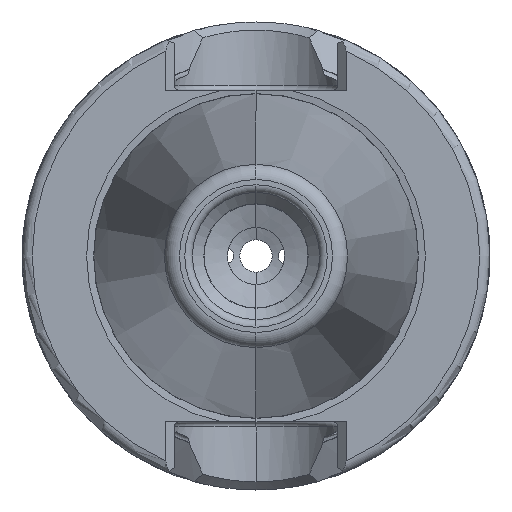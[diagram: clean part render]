
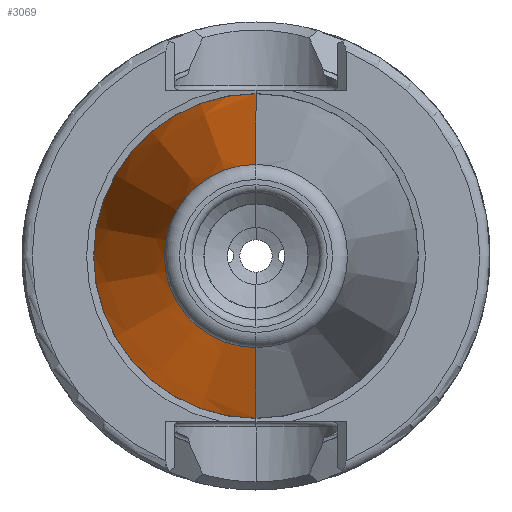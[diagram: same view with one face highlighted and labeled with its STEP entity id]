
A CAD part, left-side view. The second image highlights one B-rep face of the part: STEP entity #3069.
In plain terms, the highlighted conical face has half-angle 8.297 degrees and reference radius 15.948 mm.
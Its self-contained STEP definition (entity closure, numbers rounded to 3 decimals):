
#145 = VECTOR ( 'NONE', #3575, 1000. ) ;
#279 = DIRECTION ( 'NONE',  ( -1., 0., 0. ) ) ;
#332 = CARTESIAN_POINT ( 'NONE',  ( -52.9, 0., -15.948 ) ) ;
#461 = VECTOR ( 'NONE', #3215, 1000. ) ;
#551 = CARTESIAN_POINT ( 'NONE',  ( -100.516, 0., 0. ) ) ;
#563 = DIRECTION ( 'NONE',  ( 0., 0., 1. ) ) ;
#704 = CIRCLE ( 'NONE', #1644, 9.004 ) ;
#741 = EDGE_CURVE ( 'NONE', #2400, #1464, #704, .T. ) ;
#744 = DIRECTION ( 'NONE',  ( 1., 0., 0. ) ) ;
#817 = LINE ( 'NONE', #2485, #145 ) ;
#831 = AXIS2_PLACEMENT_3D ( 'NONE', #2797, #279, #847 ) ;
#847 = DIRECTION ( 'NONE',  ( 0., 0., 1. ) ) ;
#953 = AXIS2_PLACEMENT_3D ( 'NONE', #3456, #744, #1910 ) ;
#1419 = DIRECTION ( 'NONE',  ( -1., 0., 0. ) ) ;
#1464 = VERTEX_POINT ( 'NONE', #2862 ) ;
#1571 = ORIENTED_EDGE ( 'NONE', *, *, #2224, .F. ) ;
#1644 = AXIS2_PLACEMENT_3D ( 'NONE', #551, #1419, #563 ) ;
#1712 = ORIENTED_EDGE ( 'NONE', *, *, #741, .F. ) ;
#1898 = LINE ( 'NONE', #332, #461 ) ;
#1910 = DIRECTION ( 'NONE',  ( 0., 0., -1. ) ) ;
#1945 = CARTESIAN_POINT ( 'NONE',  ( -100.516, 0., 9.004 ) ) ;
#1973 = CONICAL_SURFACE ( 'NONE', #953, 15.948, 0.145 ) ;
#2144 = CIRCLE ( 'NONE', #831, 15.948 ) ;
#2161 = EDGE_LOOP ( 'NONE', ( #1712, #2441, #2606, #1571 ) ) ;
#2224 = EDGE_CURVE ( 'NONE', #1464, #2696, #1898, .T. ) ;
#2395 = CARTESIAN_POINT ( 'NONE',  ( -52.9, 0., 15.948 ) ) ;
#2400 = VERTEX_POINT ( 'NONE', #1945 ) ;
#2441 = ORIENTED_EDGE ( 'NONE', *, *, #2615, .T. ) ;
#2485 = CARTESIAN_POINT ( 'NONE',  ( -52.9, 0., 15.948 ) ) ;
#2606 = ORIENTED_EDGE ( 'NONE', *, *, #2662, .T. ) ;
#2615 = EDGE_CURVE ( 'NONE', #2400, #3363, #817, .T. ) ;
#2662 = EDGE_CURVE ( 'NONE', #3363, #2696, #2144, .T. ) ;
#2696 = VERTEX_POINT ( 'NONE', #3470 ) ;
#2797 = CARTESIAN_POINT ( 'NONE',  ( -52.9, 0., 0. ) ) ;
#2862 = CARTESIAN_POINT ( 'NONE',  ( -100.516, 0., -9.004 ) ) ;
#2956 = FACE_OUTER_BOUND ( 'NONE', #2161, .T. ) ;
#3069 = ADVANCED_FACE ( 'NONE', ( #2956 ), #1973, .T. ) ;
#3215 = DIRECTION ( 'NONE',  ( 0.99, 0., -0.144 ) ) ;
#3363 = VERTEX_POINT ( 'NONE', #2395 ) ;
#3456 = CARTESIAN_POINT ( 'NONE',  ( -52.9, 0., 0. ) ) ;
#3470 = CARTESIAN_POINT ( 'NONE',  ( -52.9, 0., -15.948 ) ) ;
#3575 = DIRECTION ( 'NONE',  ( 0.99, 0., 0.144 ) ) ;
